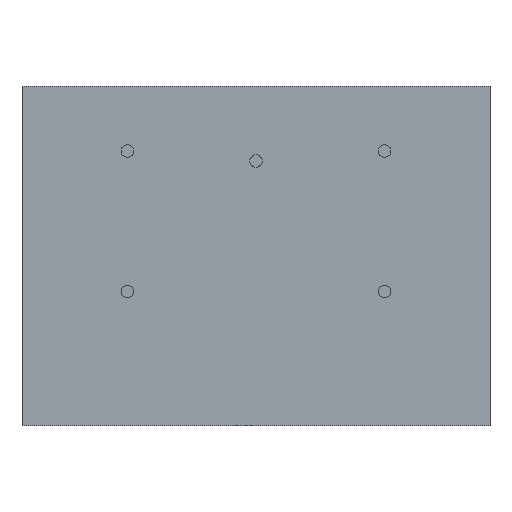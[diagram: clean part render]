
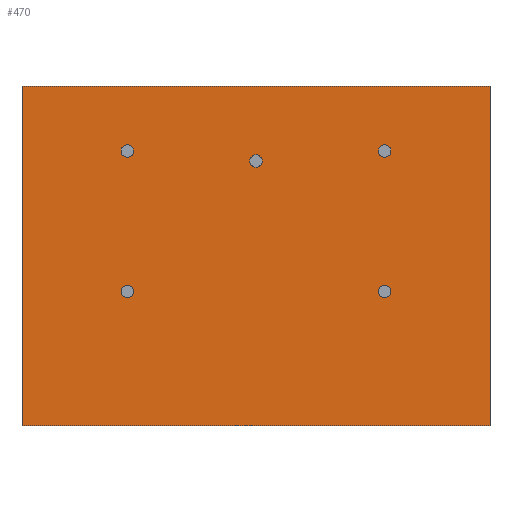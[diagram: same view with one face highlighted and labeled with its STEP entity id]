
A CAD part, front view. The second image highlights one B-rep face of the part: STEP entity #470.
In plain terms, the highlighted planar face has unit normal (0, -1, 0).
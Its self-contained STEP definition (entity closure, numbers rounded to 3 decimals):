
#1=DIRECTION('',(0.,0.,1.));
#2=VECTOR('',#1,14.731);
#3=CARTESIAN_POINT('',(-10.16,0.,-7.366));
#4=LINE('',#3,#2);
#5=DIRECTION('',(1.,0.,0.));
#6=VECTOR('',#5,20.32);
#7=CARTESIAN_POINT('',(-10.16,0.,7.366));
#8=LINE('',#7,#6);
#9=DIRECTION('',(0.,0.,-1.));
#10=VECTOR('',#9,14.731);
#11=CARTESIAN_POINT('',(10.16,0.,7.366));
#12=LINE('',#11,#10);
#13=DIRECTION('',(-1.,0.,0.));
#14=VECTOR('',#13,20.32);
#15=CARTESIAN_POINT('',(10.16,0.,-7.366));
#16=LINE('',#15,#14);
#17=CARTESIAN_POINT('',(5.59,0.,-1.546));
#18=DIRECTION('',(0.,-1.,0.));
#19=DIRECTION('',(-1.,0.,0.));
#20=AXIS2_PLACEMENT_3D('',#17,#18,#19);
#22=CARTESIAN_POINT('',(5.59,0.,-1.546));
#23=DIRECTION('',(0.,-1.,0.));
#24=DIRECTION('',(1.,0.,0.));
#25=AXIS2_PLACEMENT_3D('',#22,#23,#24);
#27=CARTESIAN_POINT('',(-5.59,0.,-1.546));
#28=DIRECTION('',(0.,-1.,0.));
#29=DIRECTION('',(-1.,0.,0.));
#30=AXIS2_PLACEMENT_3D('',#27,#28,#29);
#32=CARTESIAN_POINT('',(-5.59,0.,-1.546));
#33=DIRECTION('',(0.,-1.,0.));
#34=DIRECTION('',(1.,0.,0.));
#35=AXIS2_PLACEMENT_3D('',#32,#33,#34);
#37=CARTESIAN_POINT('',(5.59,0.,4.555));
#38=DIRECTION('',(0.,-1.,0.));
#39=DIRECTION('',(-1.,0.,0.));
#40=AXIS2_PLACEMENT_3D('',#37,#38,#39);
#42=CARTESIAN_POINT('',(5.59,0.,4.555));
#43=DIRECTION('',(0.,-1.,0.));
#44=DIRECTION('',(1.,0.,0.));
#45=AXIS2_PLACEMENT_3D('',#42,#43,#44);
#47=CARTESIAN_POINT('',(-5.59,0.,4.555));
#48=DIRECTION('',(0.,-1.,0.));
#49=DIRECTION('',(-1.,0.,0.));
#50=AXIS2_PLACEMENT_3D('',#47,#48,#49);
#52=CARTESIAN_POINT('',(-5.59,0.,4.555));
#53=DIRECTION('',(0.,-1.,0.));
#54=DIRECTION('',(1.,0.,0.));
#55=AXIS2_PLACEMENT_3D('',#52,#53,#54);
#57=CARTESIAN_POINT('',(0.,0.,4.125));
#58=DIRECTION('',(0.,-1.,0.));
#59=DIRECTION('',(-1.,0.,0.));
#60=AXIS2_PLACEMENT_3D('',#57,#58,#59);
#62=CARTESIAN_POINT('',(0.,0.,4.125));
#63=DIRECTION('',(0.,-1.,0.));
#64=DIRECTION('',(1.,0.,0.));
#65=AXIS2_PLACEMENT_3D('',#62,#63,#64);
#329=CARTESIAN_POINT('',(-10.16,0.,-7.366));
#330=CARTESIAN_POINT('',(-10.16,0.,7.366));
#331=VERTEX_POINT('',#329);
#332=VERTEX_POINT('',#330);
#333=CARTESIAN_POINT('',(10.16,0.,7.366));
#334=VERTEX_POINT('',#333);
#335=CARTESIAN_POINT('',(10.16,0.,-7.366));
#336=VERTEX_POINT('',#335);
#389=CARTESIAN_POINT('',(5.32,0.,-1.546));
#390=CARTESIAN_POINT('',(5.86,0.,-1.546));
#391=VERTEX_POINT('',#389);
#392=VERTEX_POINT('',#390);
#393=CARTESIAN_POINT('',(-5.86,0.,-1.546));
#394=CARTESIAN_POINT('',(-5.32,0.,-1.546));
#395=VERTEX_POINT('',#393);
#396=VERTEX_POINT('',#394);
#397=CARTESIAN_POINT('',(5.32,0.,4.555));
#398=CARTESIAN_POINT('',(5.86,0.,4.555));
#399=VERTEX_POINT('',#397);
#400=VERTEX_POINT('',#398);
#401=CARTESIAN_POINT('',(-5.86,0.,4.555));
#402=CARTESIAN_POINT('',(-5.32,0.,4.555));
#403=VERTEX_POINT('',#401);
#404=VERTEX_POINT('',#402);
#405=CARTESIAN_POINT('',(-0.27,0.,4.125));
#406=CARTESIAN_POINT('',(0.27,0.,4.125));
#407=VERTEX_POINT('',#405);
#408=VERTEX_POINT('',#406);
#425=CARTESIAN_POINT('',(0.,0.,0.));
#426=DIRECTION('',(0.,1.,0.));
#427=DIRECTION('',(1.,0.,0.));
#428=AXIS2_PLACEMENT_3D('',#425,#426,#427);
#429=PLANE('',#428);
#431=ORIENTED_EDGE('',*,*,#430,.T.);
#433=ORIENTED_EDGE('',*,*,#432,.T.);
#435=ORIENTED_EDGE('',*,*,#434,.T.);
#437=ORIENTED_EDGE('',*,*,#436,.T.);
#438=EDGE_LOOP('',(#431,#433,#435,#437));
#439=FACE_OUTER_BOUND('',#438,.F.);
#441=ORIENTED_EDGE('',*,*,#440,.T.);
#443=ORIENTED_EDGE('',*,*,#442,.T.);
#444=EDGE_LOOP('',(#441,#443));
#445=FACE_BOUND('',#444,.F.);
#447=ORIENTED_EDGE('',*,*,#446,.T.);
#449=ORIENTED_EDGE('',*,*,#448,.T.);
#450=EDGE_LOOP('',(#447,#449));
#451=FACE_BOUND('',#450,.F.);
#453=ORIENTED_EDGE('',*,*,#452,.T.);
#455=ORIENTED_EDGE('',*,*,#454,.T.);
#456=EDGE_LOOP('',(#453,#455));
#457=FACE_BOUND('',#456,.F.);
#459=ORIENTED_EDGE('',*,*,#458,.T.);
#461=ORIENTED_EDGE('',*,*,#460,.T.);
#462=EDGE_LOOP('',(#459,#461));
#463=FACE_BOUND('',#462,.F.);
#465=ORIENTED_EDGE('',*,*,#464,.T.);
#467=ORIENTED_EDGE('',*,*,#466,.T.);
#468=EDGE_LOOP('',(#465,#467));
#469=FACE_BOUND('',#468,.F.);
#21=CIRCLE('',#20,0.27);
#26=CIRCLE('',#25,0.27);
#31=CIRCLE('',#30,0.27);
#36=CIRCLE('',#35,0.27);
#41=CIRCLE('',#40,0.27);
#46=CIRCLE('',#45,0.27);
#51=CIRCLE('',#50,0.27);
#56=CIRCLE('',#55,0.27);
#61=CIRCLE('',#60,0.27);
#66=CIRCLE('',#65,0.27);
#430=EDGE_CURVE('',#331,#332,#4,.T.);
#432=EDGE_CURVE('',#332,#334,#8,.T.);
#434=EDGE_CURVE('',#334,#336,#12,.T.);
#436=EDGE_CURVE('',#336,#331,#16,.T.);
#440=EDGE_CURVE('',#391,#392,#21,.T.);
#442=EDGE_CURVE('',#392,#391,#26,.T.);
#446=EDGE_CURVE('',#395,#396,#31,.T.);
#448=EDGE_CURVE('',#396,#395,#36,.T.);
#452=EDGE_CURVE('',#399,#400,#41,.T.);
#454=EDGE_CURVE('',#400,#399,#46,.T.);
#458=EDGE_CURVE('',#403,#404,#51,.T.);
#460=EDGE_CURVE('',#404,#403,#56,.T.);
#464=EDGE_CURVE('',#407,#408,#61,.T.);
#466=EDGE_CURVE('',#408,#407,#66,.T.);
#470=ADVANCED_FACE('',(#439,#445,#451,#457,#463,#469),#429,.F.);
